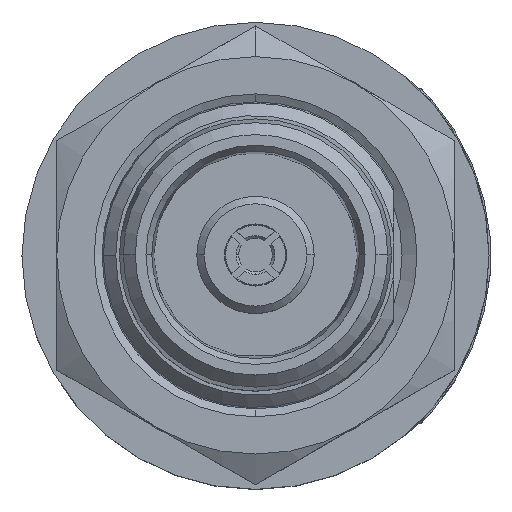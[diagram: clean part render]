
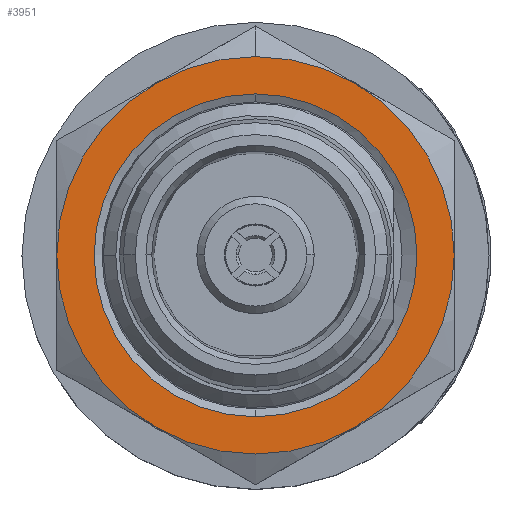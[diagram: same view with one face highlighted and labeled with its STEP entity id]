
A CAD part, top view. The second image highlights one B-rep face of the part: STEP entity #3951.
In plain terms, the highlighted planar face has unit normal (0, 0, 1).
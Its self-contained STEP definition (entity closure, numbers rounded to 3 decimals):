
#3139 = CIRCLE ( 'NONE', #15555, 6.5 ) ;
#3147 = CIRCLE ( 'NONE', #15552, 8. ) ;
#3951 = ADVANCED_FACE ( 'NONE', ( #24077, #24286 ), #24937, .F. ) ;
#4855 = CARTESIAN_POINT ( 'NONE',  ( 0., 0., -11.7 ) ) ;
#4856 = DIRECTION ( 'NONE',  ( 0., 0., -1. ) ) ;
#4857 = DIRECTION ( 'NONE',  ( 0., 1., 0. ) ) ;
#4870 = CARTESIAN_POINT ( 'NONE',  ( 0., 0., -11.7 ) ) ;
#4871 = DIRECTION ( 'NONE',  ( 0., 0., -1. ) ) ;
#4872 = DIRECTION ( 'NONE',  ( 0., 1., 0. ) ) ;
#4873 = CARTESIAN_POINT ( 'NONE',  ( 0., 0., -11.7 ) ) ;
#4874 = DIRECTION ( 'NONE',  ( 0., 0., -1. ) ) ;
#4875 = DIRECTION ( 'NONE',  ( 0., 1., 0. ) ) ;
#4882 = CARTESIAN_POINT ( 'NONE',  ( 0., 0., -11.7 ) ) ;
#4883 = DIRECTION ( 'NONE',  ( 0., 0., -1. ) ) ;
#4884 = DIRECTION ( 'NONE',  ( 0., 1., 0. ) ) ;
#4907 = CARTESIAN_POINT ( 'NONE',  ( 0., 0., -11.7 ) ) ;
#4908 = DIRECTION ( 'NONE',  ( 0., 0., -1. ) ) ;
#4909 = DIRECTION ( 'NONE',  ( 0., 1., 0. ) ) ;
#4918 = CARTESIAN_POINT ( 'NONE',  ( 0., 0., -11.7 ) ) ;
#4919 = DIRECTION ( 'NONE',  ( 0., 0., -1. ) ) ;
#4920 = DIRECTION ( 'NONE',  ( 0., 1., 0. ) ) ;
#5021 = CARTESIAN_POINT ( 'NONE',  ( 0., 0., -11.7 ) ) ;
#5022 = DIRECTION ( 'NONE',  ( 0., 0., -1. ) ) ;
#5023 = DIRECTION ( 'NONE',  ( 0., 1., 0. ) ) ;
#7843 = ORIENTED_EDGE ( 'NONE', *, *, #18209, .T. ) ;
#7844 = ORIENTED_EDGE ( 'NONE', *, *, #22282, .T. ) ;
#7847 = ORIENTED_EDGE ( 'NONE', *, *, #18206, .F. ) ;
#7848 = ORIENTED_EDGE ( 'NONE', *, *, #18212, .F. ) ;
#7849 = ORIENTED_EDGE ( 'NONE', *, *, #18218, .F. ) ;
#7850 = ORIENTED_EDGE ( 'NONE', *, *, #22286, .F. ) ;
#7852 = ORIENTED_EDGE ( 'NONE', *, *, #18216, .F. ) ;
#7854 = ORIENTED_EDGE ( 'NONE', *, *, #18210, .F. ) ;
#7856 = ORIENTED_EDGE ( 'NONE', *, *, #18237, .F. ) ;
#10949 = CARTESIAN_POINT ( 'NONE',  ( -8., 0., -11.7 ) ) ;
#10957 = CARTESIAN_POINT ( 'NONE',  ( -4., -6.928, -11.7 ) ) ;
#10959 = CARTESIAN_POINT ( 'NONE',  ( 4., -6.928, -11.7 ) ) ;
#11035 = CARTESIAN_POINT ( 'NONE',  ( 0., 6.5, -11.7 ) ) ;
#11049 = CARTESIAN_POINT ( 'NONE',  ( 0., 8., -11.7 ) ) ;
#11068 = CARTESIAN_POINT ( 'NONE',  ( 0., -6.5, -11.7 ) ) ;
#11118 = CARTESIAN_POINT ( 'NONE',  ( -4., 6.928, -11.7 ) ) ;
#11139 = CARTESIAN_POINT ( 'NONE',  ( 4., 6.928, -11.7 ) ) ;
#11143 = CARTESIAN_POINT ( 'NONE',  ( 8., 0., -11.7 ) ) ;
#11267 = CARTESIAN_POINT ( 'NONE',  ( 0., 0., -11.7 ) ) ;
#11271 = DIRECTION ( 'NONE',  ( 0., 0., -1. ) ) ;
#11272 = DIRECTION ( 'NONE',  ( 0., 1., 0. ) ) ;
#11285 = CARTESIAN_POINT ( 'NONE',  ( 0., 0., -11.7 ) ) ;
#11286 = DIRECTION ( 'NONE',  ( 0., 0., -1. ) ) ;
#11287 = DIRECTION ( 'NONE',  ( 0., 1., 0. ) ) ;
#12169 = CIRCLE ( 'NONE', #20306, 8. ) ;
#12176 = CIRCLE ( 'NONE', #20301, 8. ) ;
#12177 = CIRCLE ( 'NONE', #20289, 8. ) ;
#12178 = CIRCLE ( 'NONE', #20284, 8. ) ;
#12179 = CIRCLE ( 'NONE', #20299, 8. ) ;
#12180 = CIRCLE ( 'NONE', #20282, 6.5 ) ;
#12181 = CIRCLE ( 'NONE', #20297, 8. ) ;
#15552 = AXIS2_PLACEMENT_3D ( 'NONE', #11285, #11286, #11287 ) ;
#15555 = AXIS2_PLACEMENT_3D ( 'NONE', #11267, #11271, #11272 ) ;
#18206 = EDGE_CURVE ( 'NONE', #21394, #20907, #12181, .T. ) ;
#18209 = EDGE_CURVE ( 'NONE', #21170, #21243, #12180, .T. ) ;
#18210 = EDGE_CURVE ( 'NONE', #21390, #21394, #12179, .T. ) ;
#18212 = EDGE_CURVE ( 'NONE', #20907, #20905, #12178, .T. ) ;
#18216 = EDGE_CURVE ( 'NONE', #21204, #21390, #12177, .T. ) ;
#18218 = EDGE_CURVE ( 'NONE', #20905, #20897, #12176, .T. ) ;
#18237 = EDGE_CURVE ( 'NONE', #20897, #21357, #12169, .T. ) ;
#20282 = AXIS2_PLACEMENT_3D ( 'NONE', #4870, #4871, #4872 ) ;
#20284 = AXIS2_PLACEMENT_3D ( 'NONE', #4882, #4883, #4884 ) ;
#20289 = AXIS2_PLACEMENT_3D ( 'NONE', #4907, #4908, #4909 ) ;
#20297 = AXIS2_PLACEMENT_3D ( 'NONE', #4855, #4856, #4857 ) ;
#20299 = AXIS2_PLACEMENT_3D ( 'NONE', #4873, #4874, #4875 ) ;
#20301 = AXIS2_PLACEMENT_3D ( 'NONE', #4918, #4919, #4920 ) ;
#20306 = AXIS2_PLACEMENT_3D ( 'NONE', #5021, #5022, #5023 ) ;
#20897 = VERTEX_POINT ( 'NONE', #10949 ) ;
#20905 = VERTEX_POINT ( 'NONE', #10957 ) ;
#20907 = VERTEX_POINT ( 'NONE', #10959 ) ;
#21066 = EDGE_LOOP ( 'NONE', ( #7854, #7852, #7850, #7856, #7849, #7848, #7847 ) ) ;
#21070 = EDGE_LOOP ( 'NONE', ( #7844, #7843 ) ) ;
#21170 = VERTEX_POINT ( 'NONE', #11035 ) ;
#21204 = VERTEX_POINT ( 'NONE', #11049 ) ;
#21243 = VERTEX_POINT ( 'NONE', #11068 ) ;
#21357 = VERTEX_POINT ( 'NONE', #11118 ) ;
#21390 = VERTEX_POINT ( 'NONE', #11139 ) ;
#21394 = VERTEX_POINT ( 'NONE', #11143 ) ;
#22282 = EDGE_CURVE ( 'NONE', #21243, #21170, #3139, .T. ) ;
#22286 = EDGE_CURVE ( 'NONE', #21357, #21204, #3147, .T. ) ;
#24069 = AXIS2_PLACEMENT_3D ( 'NONE', #24938, #24939, #24940 ) ;
#24077 = FACE_OUTER_BOUND ( 'NONE', #21066, .T. ) ;
#24286 = FACE_BOUND ( 'NONE', #21070, .T. ) ;
#24937 = PLANE ( 'NONE',  #24069 ) ;
#24938 = CARTESIAN_POINT ( 'NONE',  ( 0., -8., -11.7 ) ) ;
#24939 = DIRECTION ( 'NONE',  ( 0., 0., -1. ) ) ;
#24940 = DIRECTION ( 'NONE',  ( 0., 1., 0. ) ) ;
